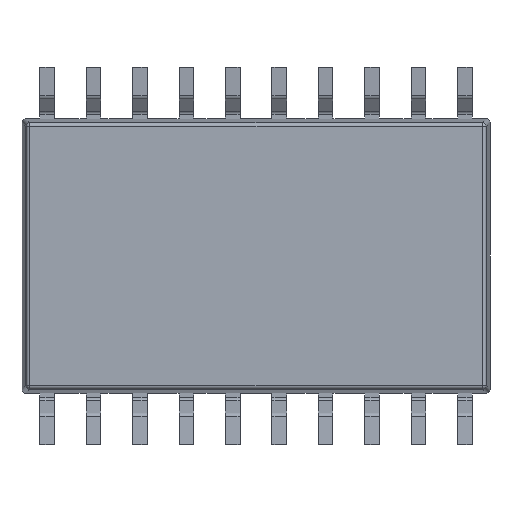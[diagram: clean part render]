
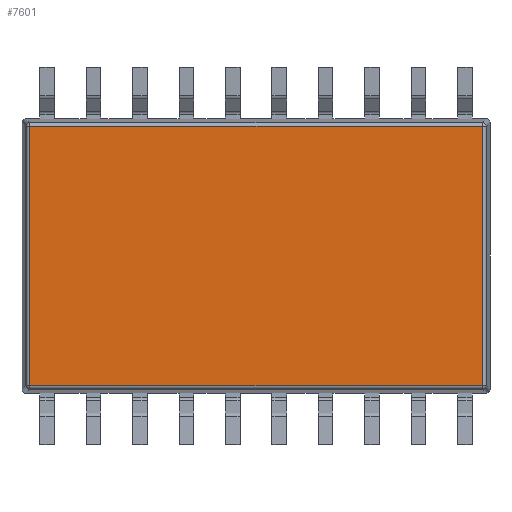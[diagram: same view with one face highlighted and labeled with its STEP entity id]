
A CAD part, front view. The second image highlights one B-rep face of the part: STEP entity #7601.
In plain terms, the highlighted planar face has unit normal (0, -1, 0).
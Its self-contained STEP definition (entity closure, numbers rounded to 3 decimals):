
#26 = CARTESIAN_POINT ( 'NONE',  ( -6.192, 0., 3.542 ) ) ;
#714 = CARTESIAN_POINT ( 'NONE',  ( -6.284, 0., 3.542 ) ) ;
#1347 = CARTESIAN_POINT ( 'NONE',  ( -6.192, 0., -3.634 ) ) ;
#1448 = VERTEX_POINT ( 'NONE', #26 ) ;
#1682 = DIRECTION ( 'NONE',  ( -1., 0., 0. ) ) ;
#3549 = CARTESIAN_POINT ( 'NONE',  ( -6.192, 0., -3.542 ) ) ;
#3979 = VECTOR ( 'NONE', #4853, 1000. ) ;
#4528 = VERTEX_POINT ( 'NONE', #3549 ) ;
#4638 = CARTESIAN_POINT ( 'NONE',  ( 6.192, 0., 3.634 ) ) ;
#4789 = LINE ( 'NONE', #1347, #5916 ) ;
#4853 = DIRECTION ( 'NONE',  ( 1., 0., 0. ) ) ;
#5006 = VECTOR ( 'NONE', #1682, 1000. ) ;
#5250 = ORIENTED_EDGE ( 'NONE', *, *, #9886, .T. ) ;
#5916 = VECTOR ( 'NONE', #11760, 1000. ) ;
#6118 = VERTEX_POINT ( 'NONE', #13029 ) ;
#6324 = ORIENTED_EDGE ( 'NONE', *, *, #6325, .T. ) ;
#6325 = EDGE_CURVE ( 'NONE', #4528, #6118, #8068, .T. ) ;
#6345 = EDGE_LOOP ( 'NONE', ( #11474, #13406, #5250, #6324 ) ) ;
#6541 = CARTESIAN_POINT ( 'NONE',  ( 6.192, 0., 3.542 ) ) ;
#6704 = DIRECTION ( 'NONE',  ( 0., 0., 1. ) ) ;
#6733 = AXIS2_PLACEMENT_3D ( 'NONE', #8212, #8246, #9045 ) ;
#7460 = VERTEX_POINT ( 'NONE', #6541 ) ;
#7601 = ADVANCED_FACE ( 'NONE', ( #10392 ), #11192, .F. ) ;
#7763 = LINE ( 'NONE', #714, #5006 ) ;
#7901 = CARTESIAN_POINT ( 'NONE',  ( 6.284, 0., -3.542 ) ) ;
#8068 = LINE ( 'NONE', #7901, #3979 ) ;
#8212 = CARTESIAN_POINT ( 'NONE',  ( 0., 0., 0. ) ) ;
#8246 = DIRECTION ( 'NONE',  ( 0., 1., 0. ) ) ;
#8553 = EDGE_CURVE ( 'NONE', #6118, #7460, #11828, .T. ) ;
#9045 = DIRECTION ( 'NONE',  ( 0., 0., 1. ) ) ;
#9197 = EDGE_CURVE ( 'NONE', #7460, #1448, #7763, .T. ) ;
#9886 = EDGE_CURVE ( 'NONE', #1448, #4528, #4789, .T. ) ;
#10346 = VECTOR ( 'NONE', #6704, 1000. ) ;
#10392 = FACE_OUTER_BOUND ( 'NONE', #6345, .T. ) ;
#11192 = PLANE ( 'NONE',  #6733 ) ;
#11474 = ORIENTED_EDGE ( 'NONE', *, *, #8553, .T. ) ;
#11760 = DIRECTION ( 'NONE',  ( 0., 0., -1. ) ) ;
#11828 = LINE ( 'NONE', #4638, #10346 ) ;
#13029 = CARTESIAN_POINT ( 'NONE',  ( 6.192, 0., -3.542 ) ) ;
#13406 = ORIENTED_EDGE ( 'NONE', *, *, #9197, .T. ) ;
